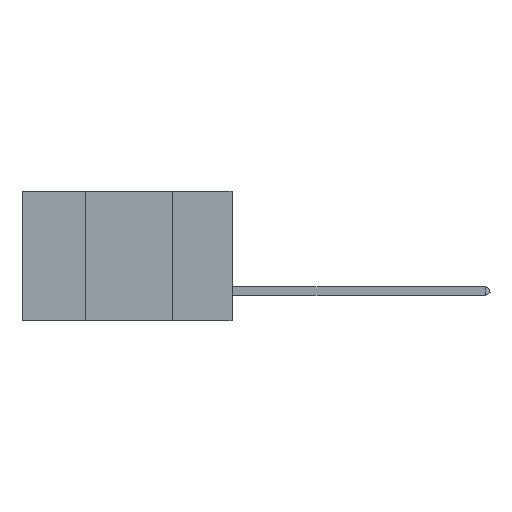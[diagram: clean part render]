
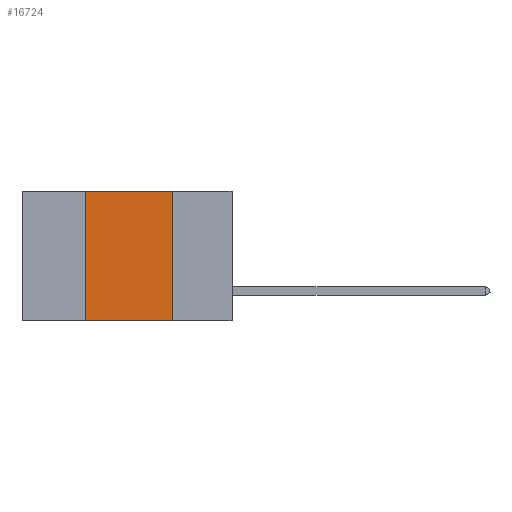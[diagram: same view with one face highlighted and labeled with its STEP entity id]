
A CAD part, left-side view. The second image highlights one B-rep face of the part: STEP entity #16724.
In plain terms, the highlighted planar face has unit normal (-1, 0, 0).
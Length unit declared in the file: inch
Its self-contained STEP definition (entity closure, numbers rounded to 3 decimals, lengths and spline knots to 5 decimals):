
#698 = CARTESIAN_POINT ( 'NONE',  ( 0., 0.6, 0. ) ) ;
#1495 = CARTESIAN_POINT ( 'NONE',  ( 0., 0.42, 0. ) ) ;
#2002 = VECTOR ( 'NONE', #18693, 39.37008 ) ;
#2522 = FACE_OUTER_BOUND ( 'NONE', #21392, .T. ) ;
#3789 = EDGE_CURVE ( 'NONE', #25631, #15458, #12599, .T. ) ;
#4842 = DIRECTION ( 'NONE',  ( 0., -1., 0. ) ) ;
#4928 = CARTESIAN_POINT ( 'NONE',  ( 0., 0.17, 0. ) ) ;
#7620 = ORIENTED_EDGE ( 'NONE', *, *, #10016, .F. ) ;
#10016 = EDGE_CURVE ( 'NONE', #28187, #25631, #28843, .T. ) ;
#10928 = CARTESIAN_POINT ( 'NONE',  ( 0., 0.6, 0. ) ) ;
#12599 = LINE ( 'NONE', #698, #2002 ) ;
#13353 = DIRECTION ( 'NONE',  ( 0., 0., -1. ) ) ;
#14021 = CARTESIAN_POINT ( 'NONE',  ( 0., 0.6, -0.37 ) ) ;
#14399 = VECTOR ( 'NONE', #13353, 39.37008 ) ;
#15458 = VERTEX_POINT ( 'NONE', #4928 ) ;
#16724 = ADVANCED_FACE ( 'NONE', ( #2522 ), #28898, .F. ) ;
#17114 = CARTESIAN_POINT ( 'NONE',  ( 0., 0.42, -0.37 ) ) ;
#18305 = ORIENTED_EDGE ( 'NONE', *, *, #3789, .F. ) ;
#18693 = DIRECTION ( 'NONE',  ( 0., -1., 0. ) ) ;
#20436 = LINE ( 'NONE', #24266, #14399 ) ;
#20962 = CARTESIAN_POINT ( 'NONE',  ( 0., 0.17, -0.37 ) ) ;
#21350 = VERTEX_POINT ( 'NONE', #20962 ) ;
#21392 = EDGE_LOOP ( 'NONE', ( #23013, #18305, #7620, #25341 ) ) ;
#23013 = ORIENTED_EDGE ( 'NONE', *, *, #23932, .F. ) ;
#23932 = EDGE_CURVE ( 'NONE', #15458, #21350, #20436, .T. ) ;
#24018 = EDGE_CURVE ( 'NONE', #28187, #21350, #26024, .T. ) ;
#24266 = CARTESIAN_POINT ( 'NONE',  ( 0., 0.17, 0. ) ) ;
#24590 = VECTOR ( 'NONE', #4842, 39.37008 ) ;
#24691 = DIRECTION ( 'NONE',  ( 1., 0., 0. ) ) ;
#25341 = ORIENTED_EDGE ( 'NONE', *, *, #24018, .T. ) ;
#25631 = VERTEX_POINT ( 'NONE', #26037 ) ;
#26024 = LINE ( 'NONE', #14021, #24590 ) ;
#26037 = CARTESIAN_POINT ( 'NONE',  ( 0., 0.42, 0. ) ) ;
#26248 = DIRECTION ( 'NONE',  ( 0., 0., 1. ) ) ;
#26993 = AXIS2_PLACEMENT_3D ( 'NONE', #10928, #24691, #27290 ) ;
#27290 = DIRECTION ( 'NONE',  ( 0., 0., -1. ) ) ;
#28187 = VERTEX_POINT ( 'NONE', #17114 ) ;
#28445 = VECTOR ( 'NONE', #26248, 39.37008 ) ;
#28843 = LINE ( 'NONE', #1495, #28445 ) ;
#28898 = PLANE ( 'NONE',  #26993 ) ;
